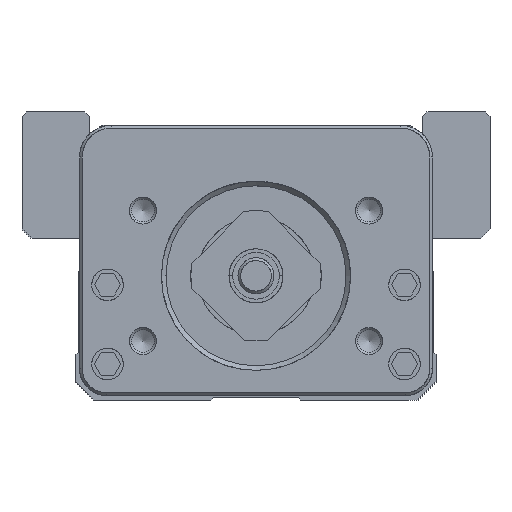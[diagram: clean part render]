
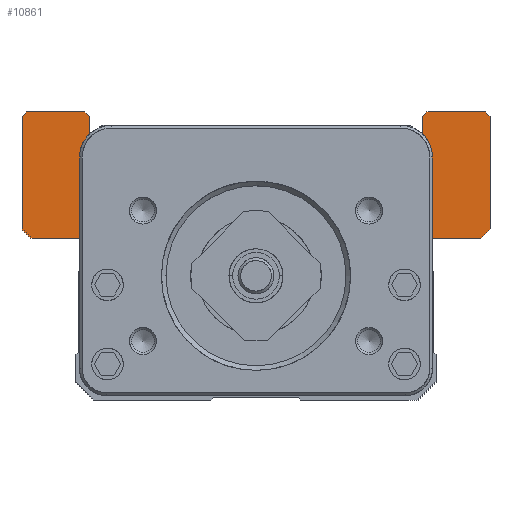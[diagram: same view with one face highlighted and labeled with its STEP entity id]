
A CAD part, front view. The second image highlights one B-rep face of the part: STEP entity #10861.
In plain terms, the highlighted planar face has unit normal (0, -1, 0).
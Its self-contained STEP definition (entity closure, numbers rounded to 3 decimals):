
#1850=B_SPLINE_CURVE_WITH_KNOTS('',3,(#88196,#88197,#88198,#88199),.UNSPECIFIED.,
 .F.,.F.,(4,4),(0.,1.),.UNSPECIFIED.);
#1851=B_SPLINE_CURVE_WITH_KNOTS('',3,(#88203,#88204,#88205,#88206),.UNSPECIFIED.,
 .F.,.F.,(4,4),(0.,1.),.UNSPECIFIED.);
#1852=B_SPLINE_CURVE_WITH_KNOTS('',3,(#88210,#88211,#88212,#88213),.UNSPECIFIED.,
 .F.,.F.,(4,4),(0.,1.),.UNSPECIFIED.);
#1853=B_SPLINE_CURVE_WITH_KNOTS('',3,(#88217,#88218,#88219,#88220),.UNSPECIFIED.,
 .F.,.F.,(4,4),(0.,1.),.UNSPECIFIED.);
#1854=B_SPLINE_CURVE_WITH_KNOTS('',3,(#88224,#88225,#88226,#88227,#88228,
#88229),.UNSPECIFIED.,.F.,.F.,(4,2,4),(0.,0.5,1.),.UNSPECIFIED.);
#1855=B_SPLINE_CURVE_WITH_KNOTS('',3,(#88233,#88234,#88235,#88236,#88237,
#88238),.UNSPECIFIED.,.F.,.F.,(4,2,4),(0.,0.5,1.),.UNSPECIFIED.);
#1856=B_SPLINE_CURVE_WITH_KNOTS('',3,(#88242,#88243,#88244,#88245),.UNSPECIFIED.,
 .F.,.F.,(4,4),(0.,1.),.UNSPECIFIED.);
#1857=B_SPLINE_CURVE_WITH_KNOTS('',3,(#88249,#88250,#88251,#88252),.UNSPECIFIED.,
 .F.,.F.,(4,4),(0.,1.),.UNSPECIFIED.);
#1858=B_SPLINE_CURVE_WITH_KNOTS('',3,(#88256,#88257,#88258,#88259),.UNSPECIFIED.,
 .F.,.F.,(4,4),(0.,1.),.UNSPECIFIED.);
#1859=B_SPLINE_CURVE_WITH_KNOTS('',3,(#88263,#88264,#88265,#88266),.UNSPECIFIED.,
 .F.,.F.,(4,4),(0.,1.),.UNSPECIFIED.);
#10861=ADVANCED_FACE('',(#13273),#12040,.T.);
#12040=PLANE('',#53032);
#13273=FACE_OUTER_BOUND('',#15361,.T.);
#15361=EDGE_LOOP('',(#22130,#22131,#22132,#22133,#22134,#22135,#22136,#22137,
#22138,#22139,#22140,#22141,#22142,#22143,#22144,#22145,#22146,#22147,#22148,
#22149,#22150,#22151));
#22130=ORIENTED_EDGE('',*,*,#39010,.T.);
#22131=ORIENTED_EDGE('',*,*,#39011,.T.);
#22132=ORIENTED_EDGE('',*,*,#39012,.T.);
#22133=ORIENTED_EDGE('',*,*,#39013,.T.);
#22134=ORIENTED_EDGE('',*,*,#39014,.T.);
#22135=ORIENTED_EDGE('',*,*,#39015,.T.);
#22136=ORIENTED_EDGE('',*,*,#39016,.T.);
#22137=ORIENTED_EDGE('',*,*,#39017,.T.);
#22138=ORIENTED_EDGE('',*,*,#39018,.T.);
#22139=ORIENTED_EDGE('',*,*,#39019,.T.);
#22140=ORIENTED_EDGE('',*,*,#39020,.T.);
#22141=ORIENTED_EDGE('',*,*,#39021,.T.);
#22142=ORIENTED_EDGE('',*,*,#39022,.T.);
#22143=ORIENTED_EDGE('',*,*,#39023,.T.);
#22144=ORIENTED_EDGE('',*,*,#39024,.T.);
#22145=ORIENTED_EDGE('',*,*,#39025,.T.);
#22146=ORIENTED_EDGE('',*,*,#39026,.T.);
#22147=ORIENTED_EDGE('',*,*,#39027,.T.);
#22148=ORIENTED_EDGE('',*,*,#39028,.T.);
#22149=ORIENTED_EDGE('',*,*,#39029,.T.);
#22150=ORIENTED_EDGE('',*,*,#39030,.T.);
#22151=ORIENTED_EDGE('',*,*,#39031,.T.);
#30575=VERTEX_POINT('',#88190);
#30576=VERTEX_POINT('',#88191);
#30577=VERTEX_POINT('',#88193);
#30578=VERTEX_POINT('',#88195);
#30579=VERTEX_POINT('',#88200);
#30580=VERTEX_POINT('',#88202);
#30581=VERTEX_POINT('',#88207);
#30582=VERTEX_POINT('',#88209);
#30583=VERTEX_POINT('',#88214);
#30584=VERTEX_POINT('',#88216);
#30585=VERTEX_POINT('',#88221);
#30586=VERTEX_POINT('',#88223);
#30587=VERTEX_POINT('',#88230);
#30588=VERTEX_POINT('',#88232);
#30589=VERTEX_POINT('',#88239);
#30590=VERTEX_POINT('',#88241);
#30591=VERTEX_POINT('',#88246);
#30592=VERTEX_POINT('',#88248);
#30593=VERTEX_POINT('',#88253);
#30594=VERTEX_POINT('',#88255);
#30595=VERTEX_POINT('',#88260);
#30596=VERTEX_POINT('',#88262);
#39010=EDGE_CURVE('',#30575,#30576,#44615,.T.);
#39011=EDGE_CURVE('',#30576,#30577,#44616,.T.);
#39012=EDGE_CURVE('',#30577,#30578,#44617,.T.);
#39013=EDGE_CURVE('',#30578,#30579,#1850,.T.);
#39014=EDGE_CURVE('',#30579,#30580,#44618,.T.);
#39015=EDGE_CURVE('',#30580,#30581,#1851,.T.);
#39016=EDGE_CURVE('',#30581,#30582,#44619,.T.);
#39017=EDGE_CURVE('',#30582,#30583,#1852,.T.);
#39018=EDGE_CURVE('',#30583,#30584,#44620,.T.);
#39019=EDGE_CURVE('',#30584,#30585,#1853,.T.);
#39020=EDGE_CURVE('',#30585,#30586,#44621,.T.);
#39021=EDGE_CURVE('',#30586,#30587,#1854,.T.);
#39022=EDGE_CURVE('',#30587,#30588,#44622,.T.);
#39023=EDGE_CURVE('',#30588,#30589,#1855,.T.);
#39024=EDGE_CURVE('',#30589,#30590,#44623,.T.);
#39025=EDGE_CURVE('',#30590,#30591,#1856,.T.);
#39026=EDGE_CURVE('',#30591,#30592,#44624,.T.);
#39027=EDGE_CURVE('',#30592,#30593,#1857,.T.);
#39028=EDGE_CURVE('',#30593,#30594,#44625,.T.);
#39029=EDGE_CURVE('',#30594,#30595,#1858,.T.);
#39030=EDGE_CURVE('',#30595,#30596,#44626,.T.);
#39031=EDGE_CURVE('',#30596,#30575,#1859,.T.);
#44615=LINE('',#88189,#49107);
#44616=LINE('',#88192,#49108);
#44617=LINE('',#88194,#49109);
#44618=LINE('',#88201,#49110);
#44619=LINE('',#88208,#49111);
#44620=LINE('',#88215,#49112);
#44621=LINE('',#88222,#49113);
#44622=LINE('',#88231,#49114);
#44623=LINE('',#88240,#49115);
#44624=LINE('',#88247,#49116);
#44625=LINE('',#88254,#49117);
#44626=LINE('',#88261,#49118);
#49107=VECTOR('',#62880,1.);
#49108=VECTOR('',#62881,1.);
#49109=VECTOR('',#62882,1.);
#49110=VECTOR('',#62883,1.);
#49111=VECTOR('',#62884,1.);
#49112=VECTOR('',#62885,1.);
#49113=VECTOR('',#62886,1.);
#49114=VECTOR('',#62887,1.);
#49115=VECTOR('',#62888,1.);
#49116=VECTOR('',#62889,1.);
#49117=VECTOR('',#62890,1.);
#49118=VECTOR('',#62891,1.);
#53032=AXIS2_PLACEMENT_3D('',#88267,#62892,#62893);
#62880=DIRECTION('',(0.,0.,-1.));
#62881=DIRECTION('',(-1.,0.,0.));
#62882=DIRECTION('',(0.,0.,1.));
#62883=DIRECTION('',(-1.,0.,0.));
#62884=DIRECTION('',(0.,0.,-1.));
#62885=DIRECTION('',(1.,0.,0.));
#62886=DIRECTION('',(0.,0.,1.));
#62887=DIRECTION('',(1.,0.,0.));
#62888=DIRECTION('',(0.,0.,-1.));
#62889=DIRECTION('',(1.,0.,0.));
#62890=DIRECTION('',(0.,0.,1.));
#62891=DIRECTION('',(-1.,0.,0.));
#62892=DIRECTION('',(0.,-1.,0.));
#62893=DIRECTION('',(0.,0.,-1.));
#88189=CARTESIAN_POINT('',(18.5,-22.7,24.5));
#88190=CARTESIAN_POINT('',(18.5,-22.7,31.));
#88191=CARTESIAN_POINT('',(18.5,-22.7,25.5));
#88192=CARTESIAN_POINT('',(0.,-22.7,25.5));
#88193=CARTESIAN_POINT('',(-18.5,-22.7,25.5));
#88194=CARTESIAN_POINT('',(-18.5,-22.7,24.5));
#88195=CARTESIAN_POINT('',(-18.5,-22.7,31.));
#88196=CARTESIAN_POINT('',(-18.5,-22.7,31.));
#88197=CARTESIAN_POINT('',(-18.667,-22.7,31.167));
#88198=CARTESIAN_POINT('',(-18.833,-22.7,31.333));
#88199=CARTESIAN_POINT('',(-19.,-22.7,31.5));
#88200=CARTESIAN_POINT('',(-19.,-22.7,31.5));
#88201=CARTESIAN_POINT('',(0.,-22.7,31.5));
#88202=CARTESIAN_POINT('',(-25.5,-22.7,31.5));
#88203=CARTESIAN_POINT('',(-25.5,-22.7,31.5));
#88204=CARTESIAN_POINT('',(-25.667,-22.7,31.333));
#88205=CARTESIAN_POINT('',(-25.833,-22.7,31.167));
#88206=CARTESIAN_POINT('',(-26.,-22.7,31.));
#88207=CARTESIAN_POINT('',(-26.,-22.7,31.));
#88208=CARTESIAN_POINT('',(-26.,-22.7,24.5));
#88209=CARTESIAN_POINT('',(-26.,-22.7,18.5));
#88210=CARTESIAN_POINT('',(-26.,-22.7,18.5));
#88211=CARTESIAN_POINT('',(-25.667,-22.7,18.167));
#88212=CARTESIAN_POINT('',(-25.333,-22.7,17.833));
#88213=CARTESIAN_POINT('',(-25.,-22.7,17.5));
#88214=CARTESIAN_POINT('',(-25.,-22.7,17.5));
#88215=CARTESIAN_POINT('',(0.,-22.7,17.5));
#88216=CARTESIAN_POINT('',(-12.1,-22.7,17.5));
#88217=CARTESIAN_POINT('',(-12.1,-22.7,17.5));
#88218=CARTESIAN_POINT('',(-11.933,-22.7,17.667));
#88219=CARTESIAN_POINT('',(-11.767,-22.7,17.833));
#88220=CARTESIAN_POINT('',(-11.6,-22.7,18.));
#88221=CARTESIAN_POINT('',(-11.6,-22.7,18.));
#88222=CARTESIAN_POINT('',(-11.6,-22.7,24.5));
#88223=CARTESIAN_POINT('',(-11.6,-22.7,19.3));
#88224=CARTESIAN_POINT('',(-11.6,-22.7,19.3));
#88225=CARTESIAN_POINT('',(-11.599,-22.7,19.393));
#88226=CARTESIAN_POINT('',(-11.577,-22.7,19.422));
#88227=CARTESIAN_POINT('',(-11.523,-22.7,19.478));
#88228=CARTESIAN_POINT('',(-11.511,-22.7,19.499));
#88229=CARTESIAN_POINT('',(-11.4,-22.7,19.5));
#88230=CARTESIAN_POINT('',(-11.4,-22.7,19.5));
#88231=CARTESIAN_POINT('',(0.,-22.7,19.5));
#88232=CARTESIAN_POINT('',(11.4,-22.7,19.5));
#88233=CARTESIAN_POINT('',(11.4,-22.7,19.5));
#88234=CARTESIAN_POINT('',(11.493,-22.7,19.499));
#88235=CARTESIAN_POINT('',(11.522,-22.7,19.477));
#88236=CARTESIAN_POINT('',(11.578,-22.7,19.423));
#88237=CARTESIAN_POINT('',(11.599,-22.7,19.411));
#88238=CARTESIAN_POINT('',(11.6,-22.7,19.3));
#88239=CARTESIAN_POINT('',(11.6,-22.7,19.3));
#88240=CARTESIAN_POINT('',(11.6,-22.7,24.5));
#88241=CARTESIAN_POINT('',(11.6,-22.7,18.));
#88242=CARTESIAN_POINT('',(11.6,-22.7,18.));
#88243=CARTESIAN_POINT('',(11.767,-22.7,17.833));
#88244=CARTESIAN_POINT('',(11.933,-22.7,17.667));
#88245=CARTESIAN_POINT('',(12.1,-22.7,17.5));
#88246=CARTESIAN_POINT('',(12.1,-22.7,17.5));
#88247=CARTESIAN_POINT('',(0.,-22.7,17.5));
#88248=CARTESIAN_POINT('',(25.,-22.7,17.5));
#88249=CARTESIAN_POINT('',(25.,-22.7,17.5));
#88250=CARTESIAN_POINT('',(25.333,-22.7,17.833));
#88251=CARTESIAN_POINT('',(25.667,-22.7,18.167));
#88252=CARTESIAN_POINT('',(26.,-22.7,18.5));
#88253=CARTESIAN_POINT('',(26.,-22.7,18.5));
#88254=CARTESIAN_POINT('',(26.,-22.7,24.5));
#88255=CARTESIAN_POINT('',(26.,-22.7,31.));
#88256=CARTESIAN_POINT('',(26.,-22.7,31.));
#88257=CARTESIAN_POINT('',(25.833,-22.7,31.167));
#88258=CARTESIAN_POINT('',(25.667,-22.7,31.333));
#88259=CARTESIAN_POINT('',(25.5,-22.7,31.5));
#88260=CARTESIAN_POINT('',(25.5,-22.7,31.5));
#88261=CARTESIAN_POINT('',(0.,-22.7,31.5));
#88262=CARTESIAN_POINT('',(19.,-22.7,31.5));
#88263=CARTESIAN_POINT('',(19.,-22.7,31.5));
#88264=CARTESIAN_POINT('',(18.833,-22.7,31.333));
#88265=CARTESIAN_POINT('',(18.667,-22.7,31.167));
#88266=CARTESIAN_POINT('',(18.5,-22.7,31.));
#88267=CARTESIAN_POINT('',(-26.,-22.7,31.5));
